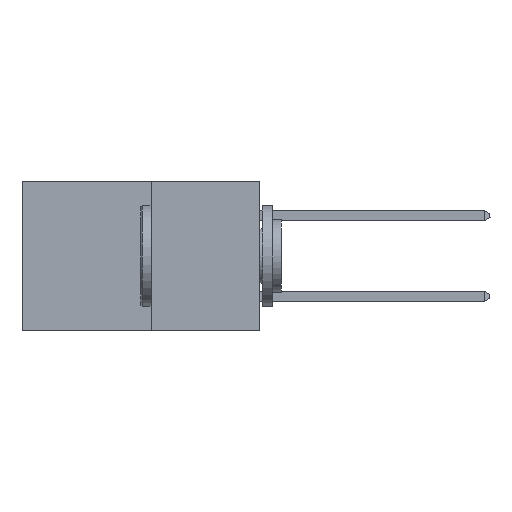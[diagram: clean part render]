
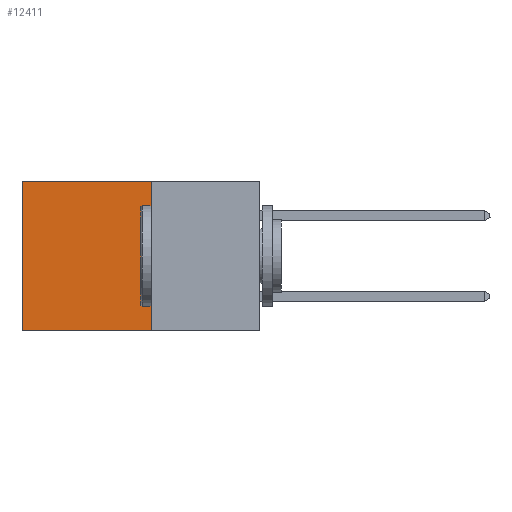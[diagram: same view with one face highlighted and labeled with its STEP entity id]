
A CAD part, left-side view. The second image highlights one B-rep face of the part: STEP entity #12411.
In plain terms, the highlighted planar face has unit normal (-1, 0, 0).
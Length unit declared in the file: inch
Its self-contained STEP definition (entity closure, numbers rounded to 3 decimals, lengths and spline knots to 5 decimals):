
#94 = AXIS2_PLACEMENT_3D ( 'NONE', #3190, #8876, #187 ) ;
#137 = ORIENTED_EDGE ( 'NONE', *, *, #5148, .T. ) ;
#187 = DIRECTION ( 'NONE',  ( 0., 0., -1. ) ) ;
#354 = CARTESIAN_POINT ( 'NONE',  ( 0.277, 0.27, -0.37 ) ) ;
#501 = ORIENTED_EDGE ( 'NONE', *, *, #10677, .T. ) ;
#1362 = ORIENTED_EDGE ( 'NONE', *, *, #9228, .F. ) ;
#2582 = CARTESIAN_POINT ( 'NONE',  ( 0.277, 0.59, -0.37 ) ) ;
#3190 = CARTESIAN_POINT ( 'NONE',  ( 0.277, 0.27, -0.37 ) ) ;
#3746 = LINE ( 'NONE', #15845, #14667 ) ;
#4239 = ORIENTED_EDGE ( 'NONE', *, *, #5378, .F. ) ;
#4277 = VERTEX_POINT ( 'NONE', #15315 ) ;
#4623 = DIRECTION ( 'NONE',  ( 0., 1., 0. ) ) ;
#5148 = EDGE_CURVE ( 'NONE', #4277, #12996, #6106, .T. ) ;
#5378 = EDGE_CURVE ( 'NONE', #16630, #12996, #8272, .T. ) ;
#5680 = VECTOR ( 'NONE', #6538, 39.37008 ) ;
#6106 = LINE ( 'NONE', #6746, #5680 ) ;
#6538 = DIRECTION ( 'NONE',  ( 0., 0., -1. ) ) ;
#6746 = CARTESIAN_POINT ( 'NONE',  ( 0.277, 0.59, -0.37 ) ) ;
#7556 = VERTEX_POINT ( 'NONE', #15703 ) ;
#7840 = DIRECTION ( 'NONE',  ( 0., 1., 0. ) ) ;
#8272 = LINE ( 'NONE', #10181, #11511 ) ;
#8876 = DIRECTION ( 'NONE',  ( 1., 0., 0. ) ) ;
#9228 = EDGE_CURVE ( 'NONE', #7556, #16630, #12762, .T. ) ;
#10181 = CARTESIAN_POINT ( 'NONE',  ( 0.277, 0.27, -0.37 ) ) ;
#10677 = EDGE_CURVE ( 'NONE', #7556, #4277, #3746, .T. ) ;
#11511 = VECTOR ( 'NONE', #4623, 39.37008 ) ;
#12411 = ADVANCED_FACE ( 'NONE', ( #17593 ), #12929, .F. ) ;
#12519 = EDGE_LOOP ( 'NONE', ( #137, #4239, #1362, #501 ) ) ;
#12762 = LINE ( 'NONE', #14595, #17446 ) ;
#12929 = PLANE ( 'NONE',  #94 ) ;
#12996 = VERTEX_POINT ( 'NONE', #2582 ) ;
#14595 = CARTESIAN_POINT ( 'NONE',  ( 0.277, 0.27, -0.37 ) ) ;
#14667 = VECTOR ( 'NONE', #7840, 39.37008 ) ;
#15315 = CARTESIAN_POINT ( 'NONE',  ( 0.277, 0.59, 0. ) ) ;
#15703 = CARTESIAN_POINT ( 'NONE',  ( 0.277, 0.27, 0. ) ) ;
#15845 = CARTESIAN_POINT ( 'NONE',  ( 0.277, 0.27, 0. ) ) ;
#15885 = DIRECTION ( 'NONE',  ( 0., 0., -1. ) ) ;
#16630 = VERTEX_POINT ( 'NONE', #354 ) ;
#17446 = VECTOR ( 'NONE', #15885, 39.37008 ) ;
#17593 = FACE_OUTER_BOUND ( 'NONE', #12519, .T. ) ;
